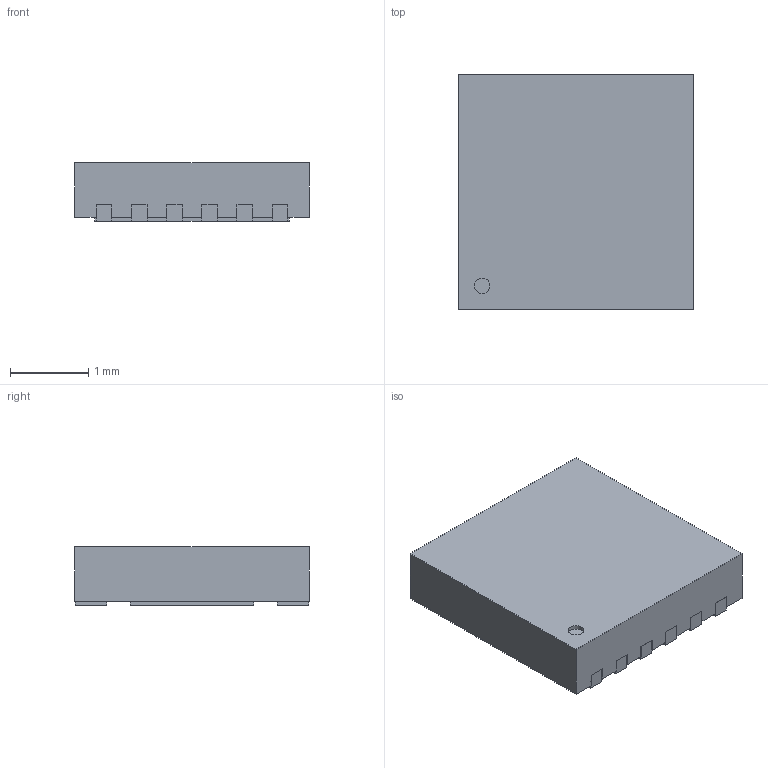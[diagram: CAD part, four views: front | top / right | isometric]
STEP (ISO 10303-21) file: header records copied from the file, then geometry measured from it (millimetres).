
FILE_DESCRIPTION(('FreeCAD Model'),'2;1');
FILE_NAME('Housings_DFN_QFN/3x3mm WDFN12 PAM2306.step', '2019-04-26T12:42:46',('kicad StepUp'),('ksu MCAD'), 'Open CASCADE STEP processor 7.3','FreeCAD','Unknown');
FILE_SCHEMA(('AUTOMOTIVE_DESIGN { 1 0 10303 214 1 1 1 1 }'));
Length unit declared in the file: millimetre
Products named in the file (1): 3x3mm_WDFN12_PAM2306
Bounding box: 3 x 3 x 0.75 mm (x, y, z)
Volume: 6.5 mm3; surface area: 27.6 mm2
Topology: 1 solids, 1 shells, 109 faces, 291 edges, 186 vertices
Faces by surface type: plane 108, cylinder 1
Full cylindrical faces by diameter (mm): 0.2 x1
Entity records: 4071 total; most frequent: CARTESIAN_POINT 587, ORIENTED_EDGE 582, DIRECTION 513, EDGE_CURVE 291, LINE 289, VECTOR 289, VERTEX_POINT 186, AXIS2_PLACEMENT_3D 112
